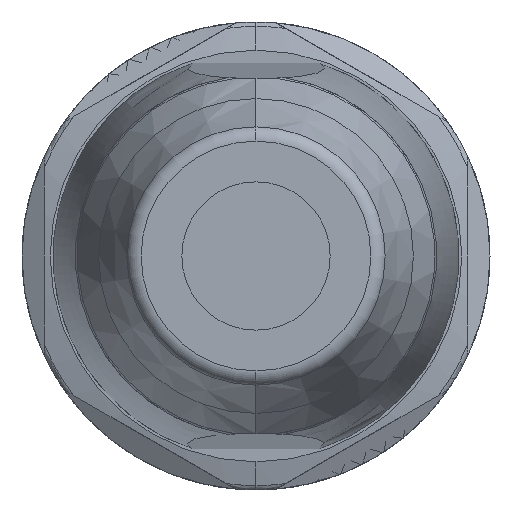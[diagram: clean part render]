
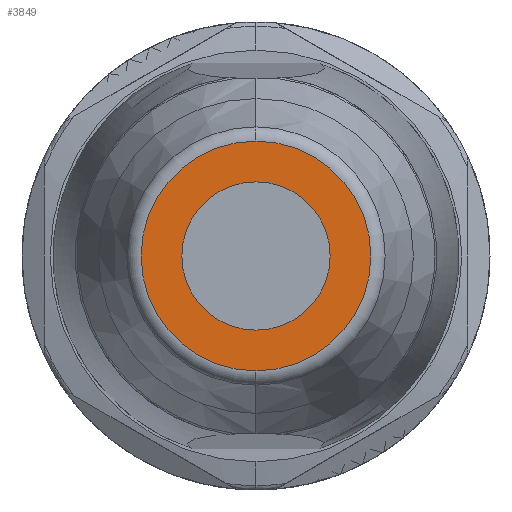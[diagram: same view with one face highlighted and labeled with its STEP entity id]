
A CAD part, left-side view. The second image highlights one B-rep face of the part: STEP entity #3849.
In plain terms, the highlighted planar face has unit normal (-1, 0, 0).
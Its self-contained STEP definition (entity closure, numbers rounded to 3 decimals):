
#3785=CARTESIAN_POINT('',(-49.15,0.,3.795));
#3786=VERTEX_POINT('',#3785);
#3794=CARTESIAN_POINT('',(-49.15,-0.,-3.795));
#3795=VERTEX_POINT('',#3794);
#3796=CARTESIAN_POINT('',(-49.15,0.,0.));
#3797=DIRECTION('',(1.,0.,-0.));
#3798=DIRECTION('',(-0.,0.,-1.));
#3799=AXIS2_PLACEMENT_3D('',#3796,#3797,#3798);
#3800=CIRCLE('',#3799,3.795);
#3801=EDGE_CURVE('',#3786,#3795,#3800,.T.);
#3814=CARTESIAN_POINT('',(-49.15,2.45,0.));
#3815=DIRECTION('',(1.,0.,0.));
#3816=DIRECTION('',(0.,0.,-1.));
#3817=AXIS2_PLACEMENT_3D('',#3814,#3815,#3816);
#3818=PLANE('',#3817);
#3819=ORIENTED_EDGE('',*,*,#3801,.F.);
#3820=CARTESIAN_POINT('',(-49.15,0.,0.));
#3821=DIRECTION('',(1.,0.,-0.));
#3822=DIRECTION('',(-0.,0.,-1.));
#3823=AXIS2_PLACEMENT_3D('',#3820,#3821,#3822);
#3824=CIRCLE('',#3823,3.795);
#3825=EDGE_CURVE('',#3795,#3786,#3824,.T.);
#3826=ORIENTED_EDGE('',*,*,#3825,.F.);
#3827=EDGE_LOOP('',(#3819,#3826));
#3828=FACE_BOUND('',#3827,.T.);
#3829=CARTESIAN_POINT('',(-49.15,-0.,-2.45));
#3830=VERTEX_POINT('',#3829);
#3831=CARTESIAN_POINT('',(-49.15,-0.,2.45));
#3832=VERTEX_POINT('',#3831);
#3833=CARTESIAN_POINT('',(-49.15,0.,0.));
#3834=DIRECTION('',(1.,0.,-0.));
#3835=DIRECTION('',(-0.,0.,-1.));
#3836=AXIS2_PLACEMENT_3D('',#3833,#3834,#3835);
#3837=CIRCLE('',#3836,2.45);
#3838=EDGE_CURVE('',#3830,#3832,#3837,.T.);
#3839=ORIENTED_EDGE('',*,*,#3838,.T.);
#3840=CARTESIAN_POINT('',(-49.15,0.,0.));
#3841=DIRECTION('',(1.,0.,-0.));
#3842=DIRECTION('',(-0.,0.,-1.));
#3843=AXIS2_PLACEMENT_3D('',#3840,#3841,#3842);
#3844=CIRCLE('',#3843,2.45);
#3845=EDGE_CURVE('',#3832,#3830,#3844,.T.);
#3846=ORIENTED_EDGE('',*,*,#3845,.T.);
#3847=EDGE_LOOP('',(#3839,#3846));
#3848=FACE_BOUND('',#3847,.T.);
#3849=ADVANCED_FACE('',(#3828,#3848),#3818,.F.);
